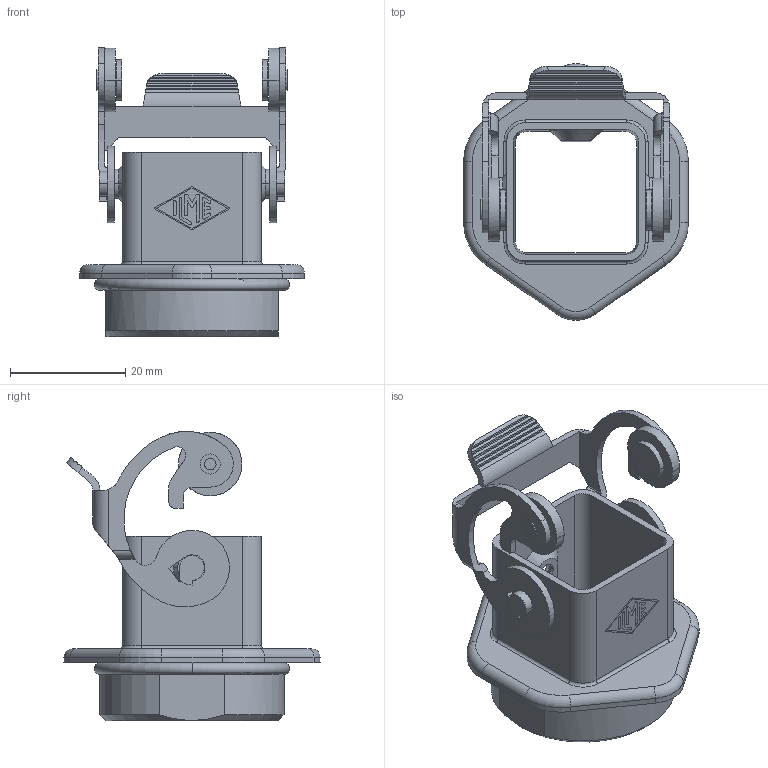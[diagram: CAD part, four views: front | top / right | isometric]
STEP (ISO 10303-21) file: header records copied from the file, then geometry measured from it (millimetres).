
FILE_DESCRIPTION(('Creo Elements/Direct Modeling STEP Export'),'2;1');
FILE_NAME('0lndrp34jtk3d3i4404','2018-07-27T 8:13:40',(''),(''),'PTC Creo Elements/Direct Modeling STEP processor for AP214 (Solid Model)','PTC Creo Elements/Direct Modeling 19.0E 27-Jun-2016 (C) Parametric Technology GmbH','');
FILE_SCHEMA(('AUTOMOTIVE_DESIGN { 1 0 10303 214 1 1 1 1 }'));
Length unit declared in the file: millimetre
Products named in the file (1): MKAXW_IF
Bounding box: 39 x 44.45 x 50.16 mm (x, y, z)
Volume: 9677.6 mm3; surface area: 10891.8 mm2
Topology: 1 solids, 1 shells, 246 faces, 684 edges, 456 vertices
Faces by surface type: plane 114, cylinder 110, torus 14, cone 8
Entity records: 10414 total; most frequent: CARTESIAN_POINT 3281, ORIENTED_EDGE 1376, DIRECTION 1302, EDGE_CURVE 684, AXIS2_PLACEMENT_3D 477, VERTEX_POINT 456, VECTOR 348, LINE 348
